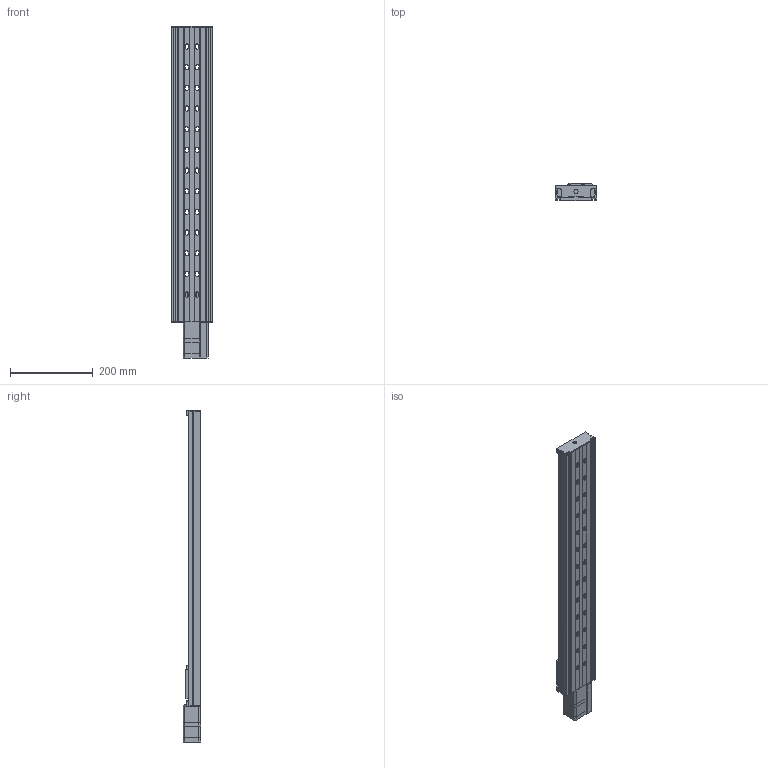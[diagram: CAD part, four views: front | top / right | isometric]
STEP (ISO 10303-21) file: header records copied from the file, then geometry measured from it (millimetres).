
FILE_DESCRIPTION (( 'STEP AP203' ), '1' );
FILE_NAME ('X-LRQ600xL-SVx.step', '2023-05-17T23:49:35', ( '' ), ( '' ), 'SwSTEP 2.0', 'SolidWorks 2019', '' );
FILE_SCHEMA (( 'CONFIG_CONTROL_DESIGN' ));
Length unit declared in the file: millimetre
Products named in the file (4): LRQ_base^LRQ_LRQ600L-V; LRQ_carriage^LRQ_LRQ-V; X-LRQ600xL-SVx; NMS17_motor^LRQ_LRQ-V
Assembly tree (3 placements, depth 2):
  X-LRQ600xL-SVx
    LRQ_base^LRQ_LRQ600L-V
    LRQ_carriage^LRQ_LRQ-V
    NMS17_motor^LRQ_LRQ-V
Bounding box: 100 x 42.5 x 803.2 mm (x, y, z)
Volume: 1218805.9 mm3; surface area: 463640.2 mm2
Topology: 28 solids, 28 shells, 866 faces, 2221 edges, 1475 vertices
Faces by surface type: plane 520, cylinder 332, torus 12, cone 2
Entity records: 27068 total; most frequent: CARTESIAN_POINT 4732, DIRECTION 4644, ORIENTED_EDGE 4442, EDGE_CURVE 2221, AXIS2_PLACEMENT_3D 1559, LINE 1526, VECTOR 1526, VERTEX_POINT 1475
